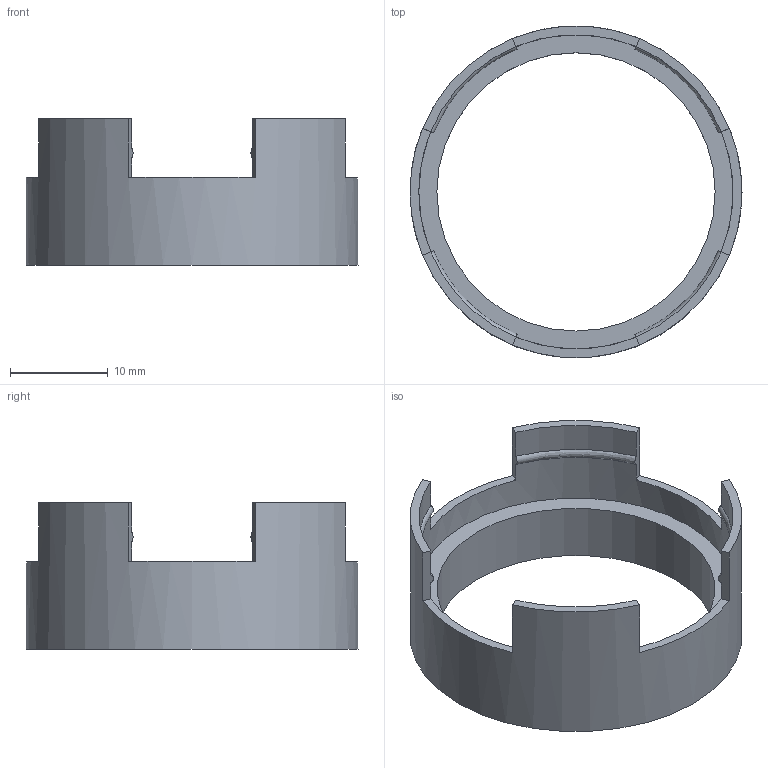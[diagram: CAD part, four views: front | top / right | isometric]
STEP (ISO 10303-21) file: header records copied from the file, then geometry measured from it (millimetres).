
FILE_DESCRIPTION(('FreeCAD Model'),'2;1');
FILE_NAME('Open CASCADE Shape Model','2024-09-16T12:19:23',(''),(''), 'Open CASCADE STEP processor 7.6','FreeCAD','Unknown');
FILE_SCHEMA(('AUTOMOTIVE_DESIGN { 1 0 10303 214 1 1 1 1 }'));
Length unit declared in the file: millimetre
Products named in the file (1): Тіло
Bounding box: 34 x 34 x 15 mm (x, y, z)
Volume: 2175.3 mm3; surface area: 3024.2 mm2
Topology: 1 solids, 1 shells, 29 faces, 81 edges, 54 vertices
Faces by surface type: plane 18, cylinder 7, revolution 4
Full cylindrical faces by diameter (mm): 28.5 x1, 32.2 x1, 34 x1
Entity records: 1667 total; most frequent: CARTESIAN_POINT 865, DIRECTION 167, ORIENTED_EDGE 162, EDGE_CURVE 81, AXIS2_PLACEMENT_3D 60, VERTEX_POINT 54, LINE 43, VECTOR 43
